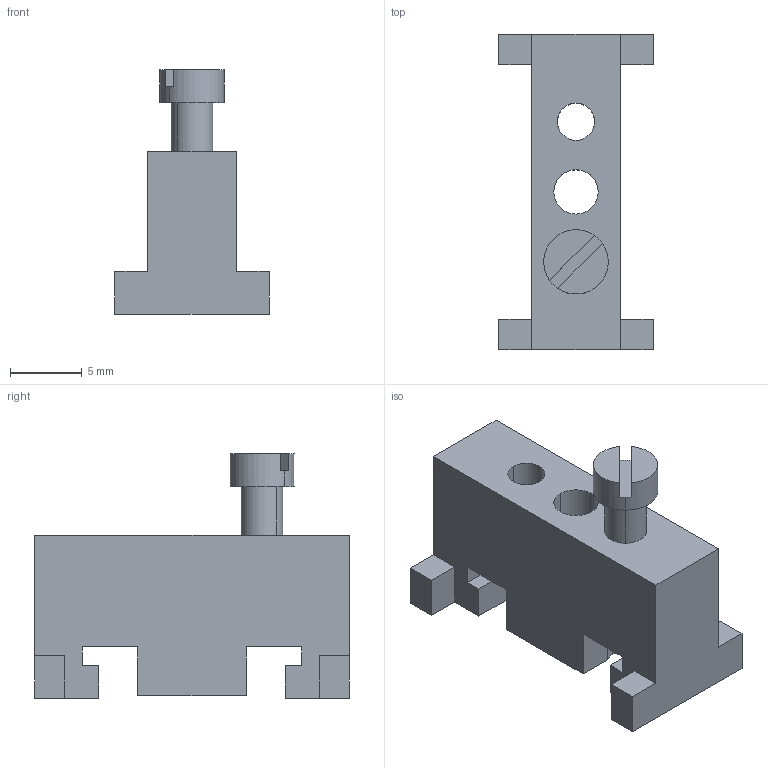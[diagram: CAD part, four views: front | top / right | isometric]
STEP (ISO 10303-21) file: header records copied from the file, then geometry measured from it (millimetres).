
FILE_DESCRIPTION(('Creo Elements/Direct Modeling STEP Export'),'2;1');
FILE_NAME('model.stp','2019-02-02T 0:11:14',(''),(''),'Creo Elements/Direct Modeling STEP processor for AP214 (Solid Model)','Creo Elements/Direct Modeling 18.1I 14-Aug-2016 (C) Parametric Technology GmbH','');
FILE_SCHEMA(('AUTOMOTIVE_DESIGN { 1 0 10303 214 1 1 1 1 }'));
Length unit declared in the file: millimetre
Products named in the file (2): e_mbk-select
Assembly tree (1 placements, depth 2):
  e_mbk-select
    e_mbk-select
Bounding box: 10.8 x 22 x 17.1 mm (x, y, z)
Volume: 1382.9 mm3; surface area: 1329.3 mm2
Topology: 1 solids, 1 shells, 49 faces, 138 edges, 92 vertices
Faces by surface type: plane 39, cylinder 10
Entity records: 1914 total; most frequent: ORIENTED_EDGE 276, CARTESIAN_POINT 258, DIRECTION 226, EDGE_CURVE 138, VECTOR 106, LINE 106, VERTEX_POINT 92, AXIS2_PLACEMENT_3D 60
